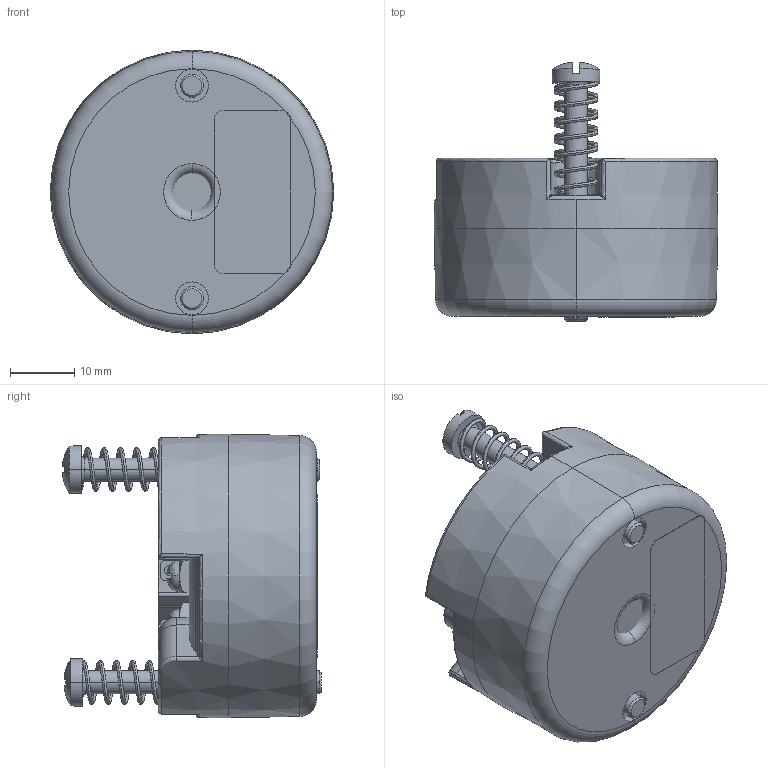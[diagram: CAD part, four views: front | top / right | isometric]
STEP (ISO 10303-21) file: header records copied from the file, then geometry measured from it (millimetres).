
FILE_DESCRIPTION((''),'2;1');
FILE_NAME('GCC-148-HNN_SW0001','2014-07-25T',('johnarm'),('Rosemount Measurement Division'),'PRO/ENGINEER BY PARAMETRIC TECHNOLOGY CORPORATION, 2012420','PRO/ENGINEER BY PARAMETRIC TECHNOLOGY CORPORATION, 2012420','');
FILE_SCHEMA(('CONFIG_CONTROL_DESIGN'));
Length unit declared in the file: inch
Products named in the file (1): GCC-148-HNN_SW0001
Bounding box: 43.99 x 40.16 x 43.99 mm (x, y, z)
Surface area: 13614.8 mm2 (no closed solid volume)
Topology: 0 solids, 45 shells, 688 faces, 2279 edges, 1622 vertices
Faces by surface type: plane 425, cylinder 99, bspline 69, cone 39, sphere 30, torus 26
Entity records: 35375 total; most frequent: CARTESIAN_POINT 16033, DIRECTION 3889, ORIENTED_EDGE 3792, EDGE_CURVE 2278, VERTEX_POINT 1622, VECTOR 1383, LINE 1383, AXIS2_PLACEMENT_3D 1253
